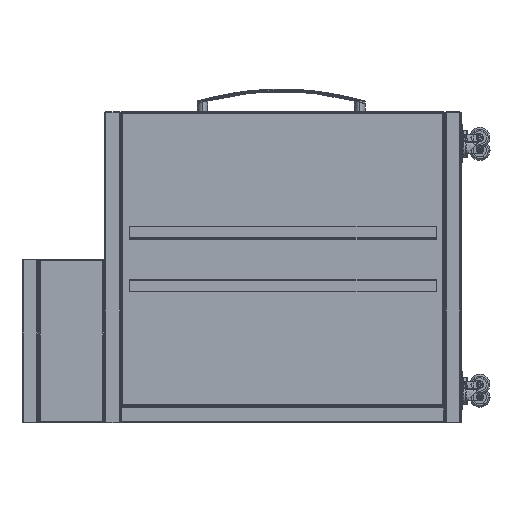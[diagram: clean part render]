
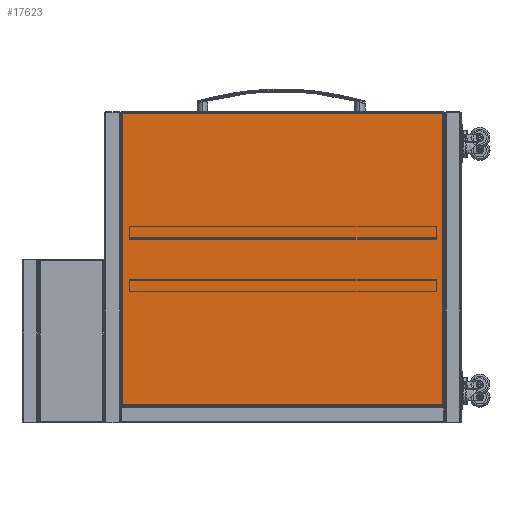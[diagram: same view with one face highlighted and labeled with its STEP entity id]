
A CAD part, left-side view. The second image highlights one B-rep face of the part: STEP entity #17623.
In plain terms, the highlighted free-form (B-spline) face has degree [1, 1] with [2, 2] control points.
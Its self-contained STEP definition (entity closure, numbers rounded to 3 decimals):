
#17623 = ADVANCED_FACE('',(#17624),#17654,.F.);
#17624 = FACE_BOUND('',#17625,.T.);
#17625 = EDGE_LOOP('',(#17626,#17635,#17642,#17649));
#17626 = ORIENTED_EDGE('',*,*,#17627,.T.);
#17627 = EDGE_CURVE('',#17628,#17630,#17632,.T.);
#17628 = VERTEX_POINT('',#17629);
#17629 = CARTESIAN_POINT('',(-610.742,170.746,
    19.02));
#17630 = VERTEX_POINT('',#17631);
#17631 = CARTESIAN_POINT('',(-610.742,-170.746,
    19.02));
#17632 = B_SPLINE_CURVE_WITH_KNOTS('',1,(#17633,#17634),.UNSPECIFIED.,
  .F.,.F.,(2,2),(1.129,392.529),
  .PIECEWISE_BEZIER_KNOTS.);
#17633 = CARTESIAN_POINT('',(-610.742,170.746,
    19.02));
#17634 = CARTESIAN_POINT('',(-610.742,-170.746,
    19.02));
#17635 = ORIENTED_EDGE('',*,*,#17636,.T.);
#17636 = EDGE_CURVE('',#17630,#17637,#17639,.T.);
#17637 = VERTEX_POINT('',#17638);
#17638 = CARTESIAN_POINT('',(-610.742,-170.746,
    329.451));
#17639 = B_SPLINE_CURVE_WITH_KNOTS('',1,(#17640,#17641),.UNSPECIFIED.,
  .F.,.F.,(2,2),(1.129,356.929),
  .PIECEWISE_BEZIER_KNOTS.);
#17640 = CARTESIAN_POINT('',(-610.742,-170.746,
    19.02));
#17641 = CARTESIAN_POINT('',(-610.742,-170.746,
    329.451));
#17642 = ORIENTED_EDGE('',*,*,#17643,.T.);
#17643 = EDGE_CURVE('',#17637,#17644,#17646,.T.);
#17644 = VERTEX_POINT('',#17645);
#17645 = CARTESIAN_POINT('',(-610.742,170.746,
    329.451));
#17646 = B_SPLINE_CURVE_WITH_KNOTS('',1,(#17647,#17648),.UNSPECIFIED.,
  .F.,.F.,(2,2),(1.129,392.529),
  .PIECEWISE_BEZIER_KNOTS.);
#17647 = CARTESIAN_POINT('',(-610.742,-170.746,
    329.451));
#17648 = CARTESIAN_POINT('',(-610.742,170.746,
    329.451));
#17649 = ORIENTED_EDGE('',*,*,#17650,.T.);
#17650 = EDGE_CURVE('',#17644,#17628,#17651,.T.);
#17651 = B_SPLINE_CURVE_WITH_KNOTS('',1,(#17652,#17653),.UNSPECIFIED.,
  .F.,.F.,(2,2),(1.129,356.929),
  .PIECEWISE_BEZIER_KNOTS.);
#17652 = CARTESIAN_POINT('',(-610.742,170.746,
    329.451));
#17653 = CARTESIAN_POINT('',(-610.742,170.746,
    19.02));
#17654 = B_SPLINE_SURFACE_WITH_KNOTS('',1,1,(
    (#17655,#17656)
    ,(#17657,#17658
    )),.UNSPECIFIED.,.F.,.F.,.F.,(2,2),(2,2),(-177.9,177.9),(-195.7,
    195.7),.PIECEWISE_BEZIER_KNOTS.);
#17655 = CARTESIAN_POINT('',(-610.742,-170.746,
    329.451));
#17656 = CARTESIAN_POINT('',(-610.742,170.746,
    329.451));
#17657 = CARTESIAN_POINT('',(-610.742,-170.746,
    19.02));
#17658 = CARTESIAN_POINT('',(-610.742,170.746,
    19.02));
